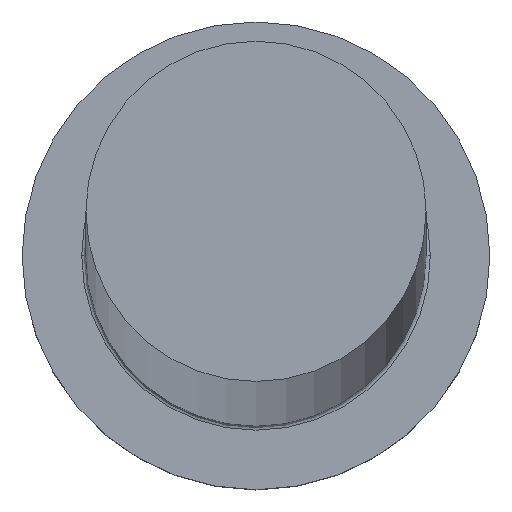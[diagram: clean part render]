
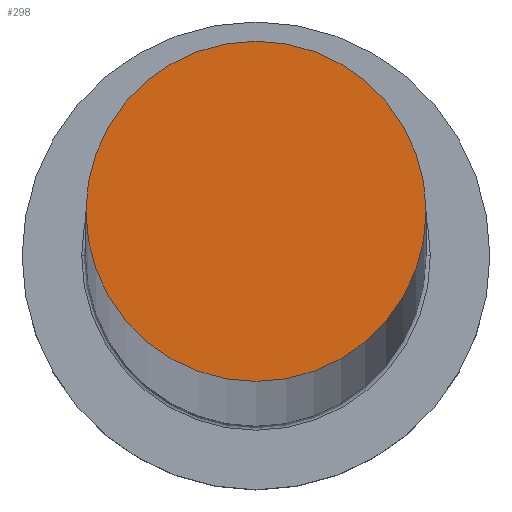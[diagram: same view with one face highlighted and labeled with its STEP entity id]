
A CAD part, top view. The second image highlights one B-rep face of the part: STEP entity #298.
In plain terms, the highlighted planar face has unit normal (0, 0, 1).
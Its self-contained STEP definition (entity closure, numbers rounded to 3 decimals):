
#11 = DIRECTION ( 'NONE',  ( 0., 0., 1. ) ) ;
#17 = CARTESIAN_POINT ( 'NONE',  ( 0., 0., 1207. ) ) ;
#38 = EDGE_LOOP ( 'NONE', ( #86, #272 ) ) ;
#43 = DIRECTION ( 'NONE',  ( 0., 0., 1. ) ) ;
#67 = CARTESIAN_POINT ( 'NONE',  ( -8., 0., 1207. ) ) ;
#70 = DIRECTION ( 'NONE',  ( 1., 0., 0. ) ) ;
#80 = AXIS2_PLACEMENT_3D ( 'NONE', #209, #43, #232 ) ;
#86 = ORIENTED_EDGE ( 'NONE', *, *, #89, .T. ) ;
#89 = EDGE_CURVE ( 'NONE', #134, #159, #93, .T. ) ;
#92 = CARTESIAN_POINT ( 'NONE',  ( 8., 0., 1207. ) ) ;
#93 = CIRCLE ( 'NONE', #80, 8. ) ;
#103 = FACE_OUTER_BOUND ( 'NONE', #38, .T. ) ;
#126 = AXIS2_PLACEMENT_3D ( 'NONE', #152, #11, #228 ) ;
#134 = VERTEX_POINT ( 'NONE', #67 ) ;
#152 = CARTESIAN_POINT ( 'NONE',  ( 0., 0., 1207. ) ) ;
#159 = VERTEX_POINT ( 'NONE', #92 ) ;
#194 = EDGE_CURVE ( 'NONE', #159, #134, #212, .T. ) ;
#197 = PLANE ( 'NONE',  #126 ) ;
#209 = CARTESIAN_POINT ( 'NONE',  ( 0., 0., 1207. ) ) ;
#212 = CIRCLE ( 'NONE', #245, 8. ) ;
#228 = DIRECTION ( 'NONE',  ( 1., 0., 0. ) ) ;
#232 = DIRECTION ( 'NONE',  ( 1., 0., 0. ) ) ;
#245 = AXIS2_PLACEMENT_3D ( 'NONE', #17, #282, #70 ) ;
#272 = ORIENTED_EDGE ( 'NONE', *, *, #194, .T. ) ;
#282 = DIRECTION ( 'NONE',  ( 0., 0., 1. ) ) ;
#298 = ADVANCED_FACE ( 'NONE', ( #103 ), #197, .T. ) ;
